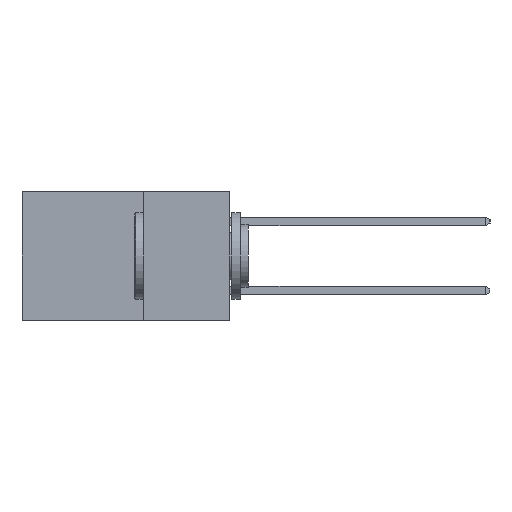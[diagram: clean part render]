
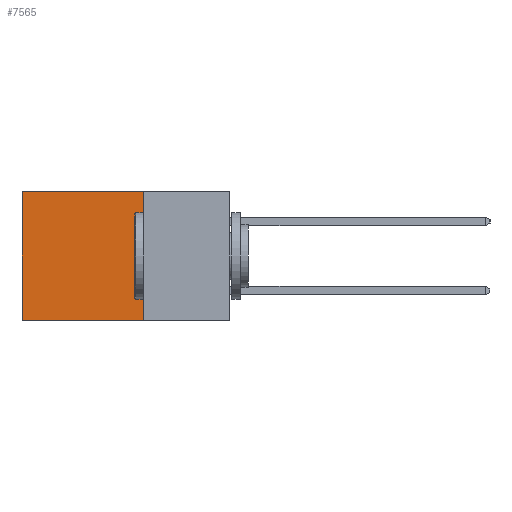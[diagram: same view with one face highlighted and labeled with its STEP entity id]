
A CAD part, left-side view. The second image highlights one B-rep face of the part: STEP entity #7565.
In plain terms, the highlighted planar face has unit normal (-1, 0, 0).
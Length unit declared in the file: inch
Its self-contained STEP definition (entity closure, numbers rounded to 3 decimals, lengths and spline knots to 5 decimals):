
#96 = DIRECTION ( 'NONE',  ( 0., 0., -1. ) ) ;
#127 = VERTEX_POINT ( 'NONE', #3986 ) ;
#586 = ORIENTED_EDGE ( 'NONE', *, *, #5253, .T. ) ;
#1356 = EDGE_CURVE ( 'NONE', #2580, #127, #8031, .T. ) ;
#1789 = VECTOR ( 'NONE', #3924, 39.37008 ) ;
#2580 = VERTEX_POINT ( 'NONE', #12039 ) ;
#2971 = CARTESIAN_POINT ( 'NONE',  ( 0.298, 0.25, -0.37 ) ) ;
#3830 = DIRECTION ( 'NONE',  ( 0., 0., -1. ) ) ;
#3924 = DIRECTION ( 'NONE',  ( 0., 1., 0. ) ) ;
#3986 = CARTESIAN_POINT ( 'NONE',  ( 0.298, 0.25, -0.37 ) ) ;
#4009 = PLANE ( 'NONE',  #7770 ) ;
#4160 = ORIENTED_EDGE ( 'NONE', *, *, #9311, .T. ) ;
#4228 = DIRECTION ( 'NONE',  ( 0., 0., -1. ) ) ;
#4521 = LINE ( 'NONE', #6883, #9572 ) ;
#4549 = CARTESIAN_POINT ( 'NONE',  ( 0.298, 0.6, 0. ) ) ;
#5214 = VERTEX_POINT ( 'NONE', #11327 ) ;
#5253 = EDGE_CURVE ( 'NONE', #7910, #5214, #4521, .T. ) ;
#5385 = VECTOR ( 'NONE', #3830, 39.37008 ) ;
#5645 = ORIENTED_EDGE ( 'NONE', *, *, #12979, .F. ) ;
#5704 = ORIENTED_EDGE ( 'NONE', *, *, #1356, .F. ) ;
#5977 = DIRECTION ( 'NONE',  ( 1., 0., 0. ) ) ;
#6883 = CARTESIAN_POINT ( 'NONE',  ( 0.298, 0.6, 0. ) ) ;
#6971 = CARTESIAN_POINT ( 'NONE',  ( 0.298, 0.25, 0. ) ) ;
#7163 = EDGE_LOOP ( 'NONE', ( #586, #5645, #5704, #4160 ) ) ;
#7565 = ADVANCED_FACE ( 'NONE', ( #12884 ), #4009, .F. ) ;
#7770 = AXIS2_PLACEMENT_3D ( 'NONE', #11085, #5977, #96 ) ;
#7910 = VERTEX_POINT ( 'NONE', #4549 ) ;
#8031 = LINE ( 'NONE', #6971, #5385 ) ;
#8783 = CARTESIAN_POINT ( 'NONE',  ( 0.298, 0.25, 0. ) ) ;
#8962 = VECTOR ( 'NONE', #10871, 39.37008 ) ;
#9311 = EDGE_CURVE ( 'NONE', #2580, #7910, #11716, .T. ) ;
#9572 = VECTOR ( 'NONE', #4228, 39.37008 ) ;
#10871 = DIRECTION ( 'NONE',  ( 0., 1., 0. ) ) ;
#11085 = CARTESIAN_POINT ( 'NONE',  ( 0.298, 0.25, 0. ) ) ;
#11327 = CARTESIAN_POINT ( 'NONE',  ( 0.298, 0.6, -0.37 ) ) ;
#11716 = LINE ( 'NONE', #8783, #8962 ) ;
#12039 = CARTESIAN_POINT ( 'NONE',  ( 0.298, 0.25, 0. ) ) ;
#12453 = LINE ( 'NONE', #2971, #1789 ) ;
#12884 = FACE_OUTER_BOUND ( 'NONE', #7163, .T. ) ;
#12979 = EDGE_CURVE ( 'NONE', #127, #5214, #12453, .T. ) ;
